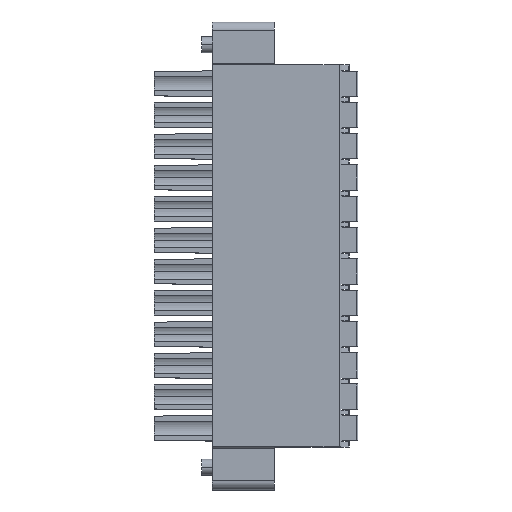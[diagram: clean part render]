
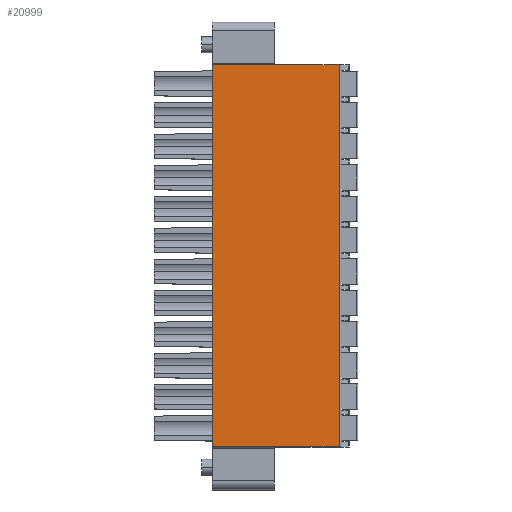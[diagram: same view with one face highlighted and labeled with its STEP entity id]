
A CAD part, top view. The second image highlights one B-rep face of the part: STEP entity #20999.
In plain terms, the highlighted planar face has unit normal (0, 0, 1).
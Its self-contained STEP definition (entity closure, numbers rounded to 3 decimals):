
#6429=DIRECTION('',(0.,1.,0.));
#6430=VECTOR('',#6429,42.7);
#6431=CARTESIAN_POINT('',(-6.625,-35.645,23.4));
#6432=LINE('',#6431,#6430);
#6433=DIRECTION('',(0.,-1.,0.));
#6434=VECTOR('',#6433,42.7);
#6435=CARTESIAN_POINT('',(7.575,7.055,23.4));
#6436=LINE('',#6435,#6434);
#6437=DIRECTION('',(-1.,0.,0.));
#6438=VECTOR('',#6437,6.95);
#6439=CARTESIAN_POINT('',(0.325,7.055,23.4));
#6440=LINE('',#6439,#6438);
#6521=DIRECTION('',(-1.,0.,0.));
#6522=VECTOR('',#6521,7.25);
#6523=CARTESIAN_POINT('',(7.575,7.055,23.4));
#6524=LINE('',#6523,#6522);
#6811=DIRECTION('',(1.,0.,0.));
#6812=VECTOR('',#6811,7.25);
#6813=CARTESIAN_POINT('',(0.325,-35.645,23.4));
#6814=LINE('',#6813,#6812);
#7727=DIRECTION('',(1.,0.,0.));
#7728=VECTOR('',#7727,6.95);
#7729=CARTESIAN_POINT('',(-6.625,-35.645,23.4));
#7730=LINE('',#7729,#7728);
#9645=CARTESIAN_POINT('',(-6.625,-35.645,23.4));
#9647=VERTEX_POINT('',#9645);
#9814=CARTESIAN_POINT('',(7.575,-35.645,23.4));
#9815=VERTEX_POINT('',#9814);
#9816=CARTESIAN_POINT('',(0.325,-35.645,23.4));
#9817=VERTEX_POINT('',#9816);
#12001=CARTESIAN_POINT('',(-6.625,7.055,23.4));
#12002=VERTEX_POINT('',#12001);
#12082=CARTESIAN_POINT('',(7.575,7.055,23.4));
#12083=VERTEX_POINT('',#12082);
#12084=CARTESIAN_POINT('',(0.325,7.055,23.4));
#12085=VERTEX_POINT('',#12084);
#20982=CARTESIAN_POINT('',(4.299,13.355,23.4));
#20983=DIRECTION('',(0.,0.,1.));
#20984=DIRECTION('',(-1.,0.,0.));
#20985=AXIS2_PLACEMENT_3D('',#20982,#20983,#20984);
#20986=PLANE('',#20985);
#20987=ORIENTED_EDGE('',*,*,#12310,.T.);
#20989=ORIENTED_EDGE('',*,*,#20988,.F.);
#20991=ORIENTED_EDGE('',*,*,#20990,.F.);
#20992=ORIENTED_EDGE('',*,*,#20972,.T.);
#20994=ORIENTED_EDGE('',*,*,#20993,.F.);
#20996=ORIENTED_EDGE('',*,*,#20995,.F.);
#20997=EDGE_LOOP('',(#20987,#20989,#20991,#20992,#20994,#20996));
#20998=FACE_OUTER_BOUND('',#20997,.F.);
#12310=EDGE_CURVE('',#9647,#12002,#6432,.T.);
#20972=EDGE_CURVE('',#12083,#9815,#6436,.T.);
#20988=EDGE_CURVE('',#12085,#12002,#6440,.T.);
#20990=EDGE_CURVE('',#12083,#12085,#6524,.T.);
#20993=EDGE_CURVE('',#9817,#9815,#6814,.T.);
#20995=EDGE_CURVE('',#9647,#9817,#7730,.T.);
#20999=ADVANCED_FACE('',(#20998),#20986,.T.);
